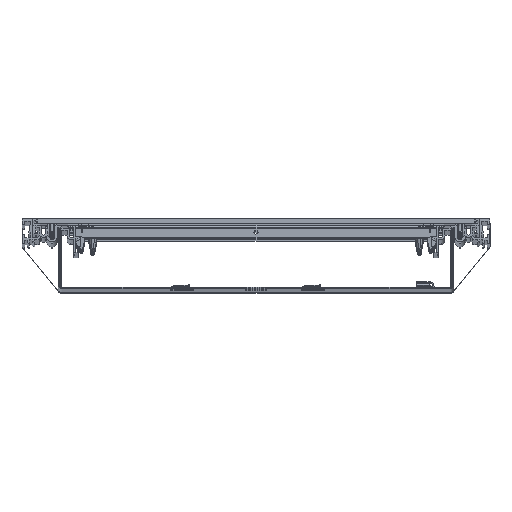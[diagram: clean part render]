
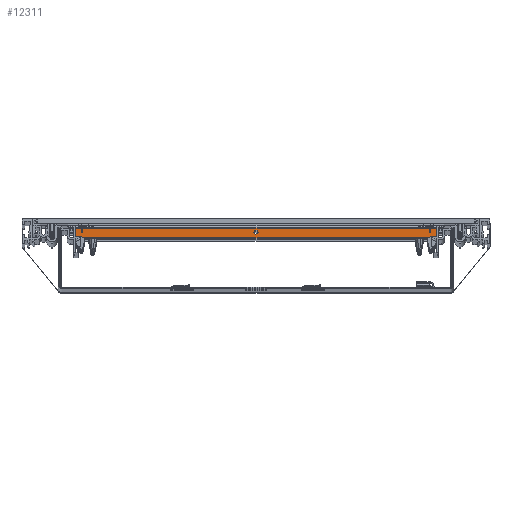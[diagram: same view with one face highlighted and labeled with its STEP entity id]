
A CAD part, top view. The second image highlights one B-rep face of the part: STEP entity #12311.
In plain terms, the highlighted face is planar.
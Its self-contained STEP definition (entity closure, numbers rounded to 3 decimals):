
#104 = CARTESIAN_POINT ( 'NONE',  ( 19.65, -6., 0. ) ) ;
#741 = DIRECTION ( 'NONE',  ( 0., 0., 1. ) ) ;
#1119 = EDGE_CURVE ( 'NONE', #28756, #28848, #9283, .T. ) ;
#1263 = ORIENTED_EDGE ( 'NONE', *, *, #30484, .F. ) ;
#1431 = VECTOR ( 'NONE', #33413, 1000. ) ;
#1577 = EDGE_CURVE ( 'NONE', #13333, #9886, #28790, .T. ) ;
#1845 = VECTOR ( 'NONE', #22514, 1000. ) ;
#1850 = ORIENTED_EDGE ( 'NONE', *, *, #1577, .T. ) ;
#3156 = CARTESIAN_POINT ( 'NONE',  ( 19.65, 0., -155.35 ) ) ;
#3254 = AXIS2_PLACEMENT_3D ( 'NONE', #104, #3569, #741 ) ;
#3569 = DIRECTION ( 'NONE',  ( 1., 0., 0. ) ) ;
#5755 = FACE_OUTER_BOUND ( 'NONE', #11153, .T. ) ;
#6189 = FACE_BOUND ( 'NONE', #33133, .T. ) ;
#7547 = ORIENTED_EDGE ( 'NONE', *, *, #41898, .T. ) ;
#7942 = DIRECTION ( 'NONE',  ( 0., -1., 0. ) ) ;
#8204 = CARTESIAN_POINT ( 'NONE',  ( 19.65, -6., 1.75 ) ) ;
#8369 = LINE ( 'NONE', #20759, #36157 ) ;
#8812 = VERTEX_POINT ( 'NONE', #10065 ) ;
#8856 = VERTEX_POINT ( 'NONE', #31341 ) ;
#9283 = LINE ( 'NONE', #12759, #1845 ) ;
#9575 = ORIENTED_EDGE ( 'NONE', *, *, #33801, .T. ) ;
#9886 = VERTEX_POINT ( 'NONE', #26000 ) ;
#10065 = CARTESIAN_POINT ( 'NONE',  ( 19.65, -10., 155.35 ) ) ;
#10283 = VECTOR ( 'NONE', #35508, 1000. ) ;
#10575 = CARTESIAN_POINT ( 'NONE',  ( 19.65, -6., 0. ) ) ;
#11153 = EDGE_LOOP ( 'NONE', ( #1263, #7547, #1850, #41215, #39865, #16453, #11168, #9575 ) ) ;
#11168 = ORIENTED_EDGE ( 'NONE', *, *, #41915, .T. ) ;
#12157 = VERTEX_POINT ( 'NONE', #21388 ) ;
#12311 = ADVANCED_FACE ( 'NONE', ( #6189, #5755 ), #16165, .F. ) ;
#12759 = CARTESIAN_POINT ( 'NONE',  ( 19.65, -2.6, -155.35 ) ) ;
#12896 = CARTESIAN_POINT ( 'NONE',  ( 19.65, -10., -150.35 ) ) ;
#12929 = VECTOR ( 'NONE', #36202, 1000. ) ;
#13333 = VERTEX_POINT ( 'NONE', #12896 ) ;
#15058 = AXIS2_PLACEMENT_3D ( 'NONE', #22447, #42870, #19639 ) ;
#16082 = CARTESIAN_POINT ( 'NONE',  ( 19.65, -2.6, -155.35 ) ) ;
#16165 = PLANE ( 'NONE',  #15058 ) ;
#16453 = ORIENTED_EDGE ( 'NONE', *, *, #33465, .T. ) ;
#17735 = LINE ( 'NONE', #40544, #1431 ) ;
#19639 = DIRECTION ( 'NONE',  ( 0., 0., 1. ) ) ;
#19652 = CARTESIAN_POINT ( 'NONE',  ( 19.65, -11.09, -149.26 ) ) ;
#19841 = LINE ( 'NONE', #19652, #23480 ) ;
#20597 = CIRCLE ( 'NONE', #3254, 1.75 ) ;
#20732 = VECTOR ( 'NONE', #25525, 1000. ) ;
#20759 = CARTESIAN_POINT ( 'NONE',  ( 19.65, 0., 155.35 ) ) ;
#21370 = AXIS2_PLACEMENT_3D ( 'NONE', #10575, #36212, #39691 ) ;
#21388 = CARTESIAN_POINT ( 'NONE',  ( 19.65, -11.09, 149.26 ) ) ;
#21409 = CARTESIAN_POINT ( 'NONE',  ( 19.65, -10., 150.35 ) ) ;
#22447 = CARTESIAN_POINT ( 'NONE',  ( 19.65, 0., 161.25 ) ) ;
#22514 = DIRECTION ( 'NONE',  ( 0., 0., 1. ) ) ;
#22902 = LINE ( 'NONE', #28993, #10283 ) ;
#23480 = VECTOR ( 'NONE', #29638, 1000. ) ;
#23932 = VERTEX_POINT ( 'NONE', #8204 ) ;
#25510 = EDGE_CURVE ( 'NONE', #28756, #9886, #26441, .T. ) ;
#25525 = DIRECTION ( 'NONE',  ( 0., 0., -1. ) ) ;
#26000 = CARTESIAN_POINT ( 'NONE',  ( 19.65, -10., -155.35 ) ) ;
#26023 = EDGE_CURVE ( 'NONE', #23932, #8856, #20597, .T. ) ;
#26441 = LINE ( 'NONE', #3156, #12929 ) ;
#27647 = CIRCLE ( 'NONE', #21370, 1.75 ) ;
#27741 = EDGE_CURVE ( 'NONE', #8856, #23932, #27647, .T. ) ;
#27886 = VECTOR ( 'NONE', #41298, 1000. ) ;
#28756 = VERTEX_POINT ( 'NONE', #16082 ) ;
#28790 = LINE ( 'NONE', #29004, #20732 ) ;
#28848 = VERTEX_POINT ( 'NONE', #39953 ) ;
#28993 = CARTESIAN_POINT ( 'NONE',  ( 19.65, -10., 161.25 ) ) ;
#29004 = CARTESIAN_POINT ( 'NONE',  ( 19.65, -10., 161.25 ) ) ;
#29638 = DIRECTION ( 'NONE',  ( 0., 0.707, -0.707 ) ) ;
#30139 = ORIENTED_EDGE ( 'NONE', *, *, #26023, .F. ) ;
#30484 = EDGE_CURVE ( 'NONE', #35677, #12157, #17735, .T. ) ;
#31341 = CARTESIAN_POINT ( 'NONE',  ( 19.65, -6., -1.75 ) ) ;
#32049 = ORIENTED_EDGE ( 'NONE', *, *, #27741, .F. ) ;
#33133 = EDGE_LOOP ( 'NONE', ( #30139, #32049 ) ) ;
#33413 = DIRECTION ( 'NONE',  ( 0., 0., 1. ) ) ;
#33465 = EDGE_CURVE ( 'NONE', #28848, #8812, #8369, .T. ) ;
#33801 = EDGE_CURVE ( 'NONE', #36461, #12157, #37637, .T. ) ;
#35192 = CARTESIAN_POINT ( 'NONE',  ( 19.65, -11.09, -149.26 ) ) ;
#35508 = DIRECTION ( 'NONE',  ( 0., 0., -1. ) ) ;
#35677 = VERTEX_POINT ( 'NONE', #35192 ) ;
#36157 = VECTOR ( 'NONE', #7942, 1000. ) ;
#36202 = DIRECTION ( 'NONE',  ( 0., -1., 0. ) ) ;
#36212 = DIRECTION ( 'NONE',  ( 1., 0., 0. ) ) ;
#36461 = VERTEX_POINT ( 'NONE', #21409 ) ;
#37206 = CARTESIAN_POINT ( 'NONE',  ( 19.65, -11.09, 149.26 ) ) ;
#37637 = LINE ( 'NONE', #37206, #27886 ) ;
#39691 = DIRECTION ( 'NONE',  ( 0., 0., 1. ) ) ;
#39865 = ORIENTED_EDGE ( 'NONE', *, *, #1119, .T. ) ;
#39953 = CARTESIAN_POINT ( 'NONE',  ( 19.65, -2.6, 155.35 ) ) ;
#40544 = CARTESIAN_POINT ( 'NONE',  ( 19.65, -11.09, -150.35 ) ) ;
#41215 = ORIENTED_EDGE ( 'NONE', *, *, #25510, .F. ) ;
#41298 = DIRECTION ( 'NONE',  ( 0., -0.707, -0.707 ) ) ;
#41898 = EDGE_CURVE ( 'NONE', #35677, #13333, #19841, .T. ) ;
#41915 = EDGE_CURVE ( 'NONE', #8812, #36461, #22902, .T. ) ;
#42870 = DIRECTION ( 'NONE',  ( -1., 0., 0. ) ) ;
